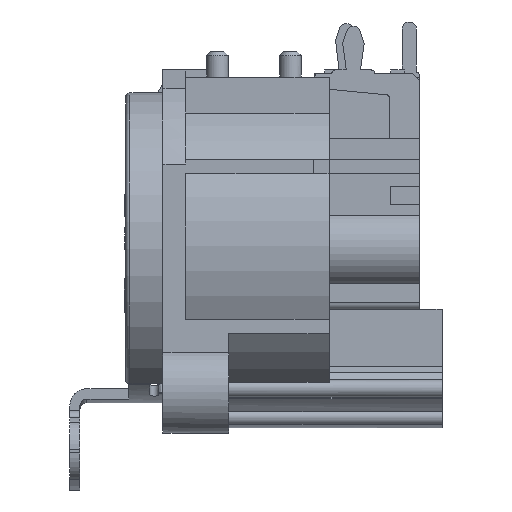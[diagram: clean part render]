
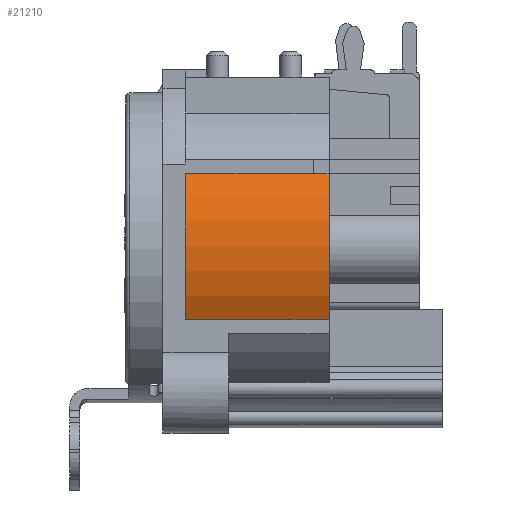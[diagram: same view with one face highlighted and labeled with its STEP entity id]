
A CAD part, left-side view. The second image highlights one B-rep face of the part: STEP entity #21210.
In plain terms, the highlighted cylindrical face has radius 10.85 mm (diameter 21.7 mm), a partial arc.
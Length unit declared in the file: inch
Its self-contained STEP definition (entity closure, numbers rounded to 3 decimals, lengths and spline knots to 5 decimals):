
#193=CYLINDRICAL_SURFACE('',#22425,0.42717);
#998=FACE_OUTER_BOUND('',#2095,.T.);
#2095=EDGE_LOOP('',(#15805,#15806,#15807,#15808));
#2811=CIRCLE('',#22244,0.42717);
#2862=CIRCLE('',#22426,0.42717);
#4395=LINE('',#33224,#6773);
#4399=LINE('',#33233,#6777);
#6773=VECTOR('',#25744,0.3937);
#6777=VECTOR('',#25752,0.3937);
#8800=VERTEX_POINT('',#32365);
#8801=VERTEX_POINT('',#32367);
#9028=VERTEX_POINT('',#33223);
#9031=VERTEX_POINT('',#33231);
#11102=EDGE_CURVE('',#8800,#8801,#2811,.T.);
#11467=EDGE_CURVE('',#8800,#9028,#4395,.T.);
#11471=EDGE_CURVE('',#9031,#9028,#2862,.T.);
#11472=EDGE_CURVE('',#9031,#8801,#4399,.T.);
#15805=ORIENTED_EDGE('',*,*,#11471,.F.);
#15806=ORIENTED_EDGE('',*,*,#11472,.T.);
#15807=ORIENTED_EDGE('',*,*,#11102,.F.);
#15808=ORIENTED_EDGE('',*,*,#11467,.T.);
#21210=ADVANCED_FACE('',(#998),#193,.T.);
#22244=AXIS2_PLACEMENT_3D('',#32368,#25084,#25085);
#22425=AXIS2_PLACEMENT_3D('',#33230,#25748,#25749);
#22426=AXIS2_PLACEMENT_3D('',#33232,#25750,#25751);
#25084=DIRECTION('center_axis',(0.,-1.,0.));
#25085=DIRECTION('ref_axis',(-1.,0.,0.));
#25744=DIRECTION('',(0.,1.,0.));
#25748=DIRECTION('center_axis',(0.,-1.,0.));
#25749=DIRECTION('ref_axis',(-1.,0.,0.));
#25750=DIRECTION('center_axis',(0.,1.,0.));
#25751=DIRECTION('ref_axis',(-1.,0.,0.));
#25752=DIRECTION('',(0.,-1.,0.));
#32365=CARTESIAN_POINT('',(-0.37383,-0.45669,0.20669));
#32367=CARTESIAN_POINT('',(-0.38112,-0.45669,-0.19291));
#32368=CARTESIAN_POINT('Origin',(0.,-0.45669,0.));
#33223=CARTESIAN_POINT('',(-0.37383,-0.06299,0.20669));
#33224=CARTESIAN_POINT('',(-0.37383,-0.45669,0.20669));
#33230=CARTESIAN_POINT('Origin',(0.,0.95071,0.));
#33231=CARTESIAN_POINT('',(-0.38112,-0.06299,-0.19291));
#33232=CARTESIAN_POINT('Origin',(0.,-0.06299,0.));
#33233=CARTESIAN_POINT('',(-0.38112,-0.06299,-0.19291));
